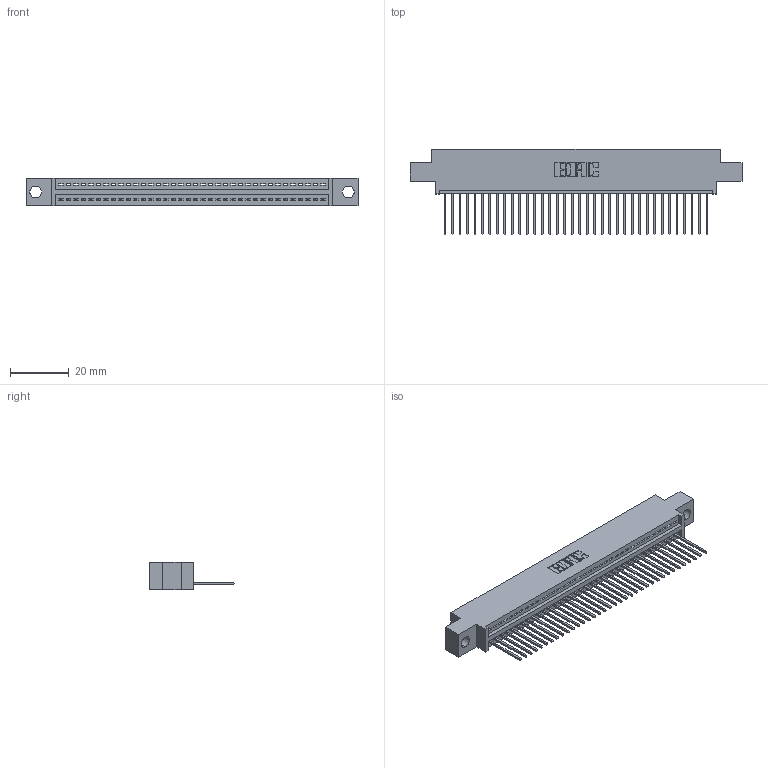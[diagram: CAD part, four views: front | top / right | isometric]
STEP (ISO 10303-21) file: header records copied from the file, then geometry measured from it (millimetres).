
FILE_DESCRIPTION (( 'STEP AP203' ), '1' );
FILE_NAME ('345-036-540-604.STEP', '2018-08-29T11:25:06', ( '' ), ( '' ), 'SwSTEP 2.0', 'SolidWorks 2016', '' );
FILE_SCHEMA (( 'CONFIG_CONTROL_DESIGN' ));
Length unit declared in the file: inch
Products named in the file (3): 345 Part_0.170 Offset - 0.156 Dia-TH; 345-292-001_345-293-140; 345-036-540-604
Assembly tree (37 placements, depth 2):
  345-036-540-604
    345 Part_0.170 Offset - 0.156 Dia-TH
    345-292-001_345-293-140  x36
Bounding box: 112.65 x 29.13 x 9.4 mm (x, y, z)
Volume: 10497.9 mm3; surface area: 14155.3 mm2
Topology: 37 solids, 37 shells, 2218 faces, 6689 edges, 4410 vertices
Faces by surface type: plane 1524, cylinder 694
Entity records: 28055 total; most frequent: CARTESIAN_POINT 4868, ORIENTED_EDGE 4838, DIRECTION 4259, EDGE_CURVE 2419, VECTOR 2143, LINE 2143, VERTEX_POINT 1610, AXIS2_PLACEMENT_3D 1058
